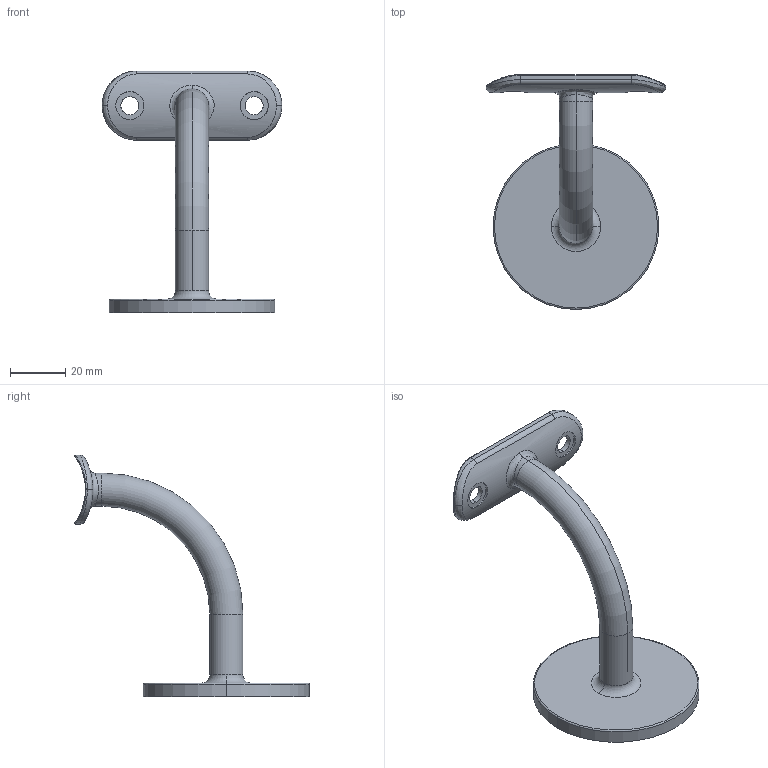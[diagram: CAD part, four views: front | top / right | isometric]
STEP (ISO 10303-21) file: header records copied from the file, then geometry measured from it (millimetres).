
FILE_DESCRIPTION (( 'STEP AP203' ), '1' );
FILE_NAME ('50212-240-42.step', '2020-09-01T08:31:54', ( '' ), ( '' ), 'SwSTEP 2.0', 'SolidWorks 2018', '' );
FILE_SCHEMA (( 'CONFIG_CONTROL_DESIGN' ));
Length unit declared in the file: millimetre
Products named in the file (2): 50212-240-42
Bounding box: 65 x 84.84 x 87.5 mm (x, y, z)
Volume: 25444.5 mm3; surface area: 14088.9 mm2
Topology: 1 solids, 1 shells, 316 faces, 824 edges, 541 vertices
Faces by surface type: plane 164, bspline 108, cylinder 26, cone 12, torus 6
Entity records: 16976 total; most frequent: CARTESIAN_POINT 9788, ORIENTED_EDGE 1644, DIRECTION 1076, EDGE_CURVE 822, VERTEX_POINT 541, LINE 524, VECTOR 524, EDGE_LOOP 353
